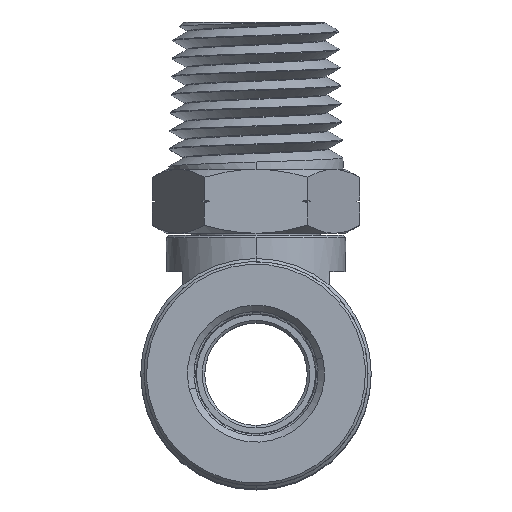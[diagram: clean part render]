
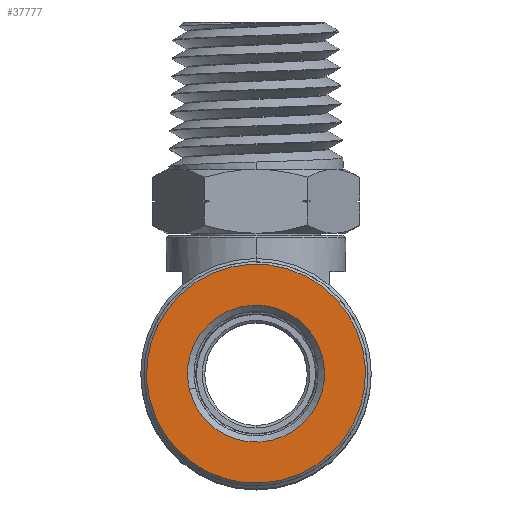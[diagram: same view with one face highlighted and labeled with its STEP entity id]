
A CAD part, top view. The second image highlights one B-rep face of the part: STEP entity #37777.
In plain terms, the highlighted planar face has unit normal (0, 0, 1).
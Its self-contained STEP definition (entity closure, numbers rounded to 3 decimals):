
#584 = EDGE_CURVE ( 'NONE', #42651, #22658, #39553, .T. ) ;
#932 = CARTESIAN_POINT ( 'NONE',  ( 1.956, -8.323, 19.22 ) ) ;
#2327 = CARTESIAN_POINT ( 'NONE',  ( 5.208, 1.224, 19.22 ) ) ;
#4366 = DIRECTION ( 'NONE',  ( 0., 0., -1. ) ) ;
#5740 = AXIS2_PLACEMENT_3D ( 'NONE', #16155, #42294, #19896 ) ;
#7908 = FACE_BOUND ( 'NONE', #35369, .T. ) ;
#9050 = AXIS2_PLACEMENT_3D ( 'NONE', #26667, #4366, #30449 ) ;
#9637 = CARTESIAN_POINT ( 'NONE',  ( -1.956, 8.323, 19.22 ) ) ;
#9723 = DIRECTION ( 'NONE',  ( 0., 0., 1. ) ) ;
#9762 = AXIS2_PLACEMENT_3D ( 'NONE', #36694, #14297, #40448 ) ;
#11051 = ORIENTED_EDGE ( 'NONE', *, *, #584, .T. ) ;
#13065 = CARTESIAN_POINT ( 'NONE',  ( 0., 0., 19.22 ) ) ;
#14297 = DIRECTION ( 'NONE',  ( 0., 0., 1. ) ) ;
#15089 = AXIS2_PLACEMENT_3D ( 'NONE', #13065, #39204, #16792 ) ;
#16155 = CARTESIAN_POINT ( 'NONE',  ( 0., 0., 19.22 ) ) ;
#16792 = DIRECTION ( 'NONE',  ( -0.973, -0.229, 0. ) ) ;
#18894 = ORIENTED_EDGE ( 'NONE', *, *, #41876, .T. ) ;
#19734 = PLANE ( 'NONE',  #5740 ) ;
#19896 = DIRECTION ( 'NONE',  ( 0.229, -0.973, 0. ) ) ;
#20101 = EDGE_CURVE ( 'NONE', #37954, #47057, #24681, .T. ) ;
#21279 = EDGE_LOOP ( 'NONE', ( #44166, #18894 ) ) ;
#22658 = VERTEX_POINT ( 'NONE', #2327 ) ;
#22714 = AXIS2_PLACEMENT_3D ( 'NONE', #32062, #9723, #35814 ) ;
#24493 = CIRCLE ( 'NONE', #15089, 5.35 ) ;
#24681 = CIRCLE ( 'NONE', #22714, 8.55 ) ;
#26667 = CARTESIAN_POINT ( 'NONE',  ( 0., 0., 19.22 ) ) ;
#26700 = CIRCLE ( 'NONE', #9762, 8.55 ) ;
#30449 = DIRECTION ( 'NONE',  ( -0.973, -0.229, 0. ) ) ;
#32062 = CARTESIAN_POINT ( 'NONE',  ( 0., 0., 19.22 ) ) ;
#34841 = ORIENTED_EDGE ( 'NONE', *, *, #48063, .T. ) ;
#35369 = EDGE_LOOP ( 'NONE', ( #11051, #34841 ) ) ;
#35814 = DIRECTION ( 'NONE',  ( -0.229, 0.973, 0. ) ) ;
#36694 = CARTESIAN_POINT ( 'NONE',  ( 0., 0., 19.22 ) ) ;
#37777 = ADVANCED_FACE ( 'NONE', ( #7908, #45265 ), #19734, .T. ) ;
#37954 = VERTEX_POINT ( 'NONE', #9637 ) ;
#39204 = DIRECTION ( 'NONE',  ( 0., 0., -1. ) ) ;
#39553 = CIRCLE ( 'NONE', #9050, 5.35 ) ;
#40448 = DIRECTION ( 'NONE',  ( -0.229, 0.973, 0. ) ) ;
#41876 = EDGE_CURVE ( 'NONE', #47057, #37954, #26700, .T. ) ;
#42294 = DIRECTION ( 'NONE',  ( 0., 0., 1. ) ) ;
#42651 = VERTEX_POINT ( 'NONE', #42671 ) ;
#42671 = CARTESIAN_POINT ( 'NONE',  ( -5.208, -1.224, 19.22 ) ) ;
#44166 = ORIENTED_EDGE ( 'NONE', *, *, #20101, .T. ) ;
#45265 = FACE_OUTER_BOUND ( 'NONE', #21279, .T. ) ;
#47057 = VERTEX_POINT ( 'NONE', #932 ) ;
#48063 = EDGE_CURVE ( 'NONE', #22658, #42651, #24493, .T. ) ;
